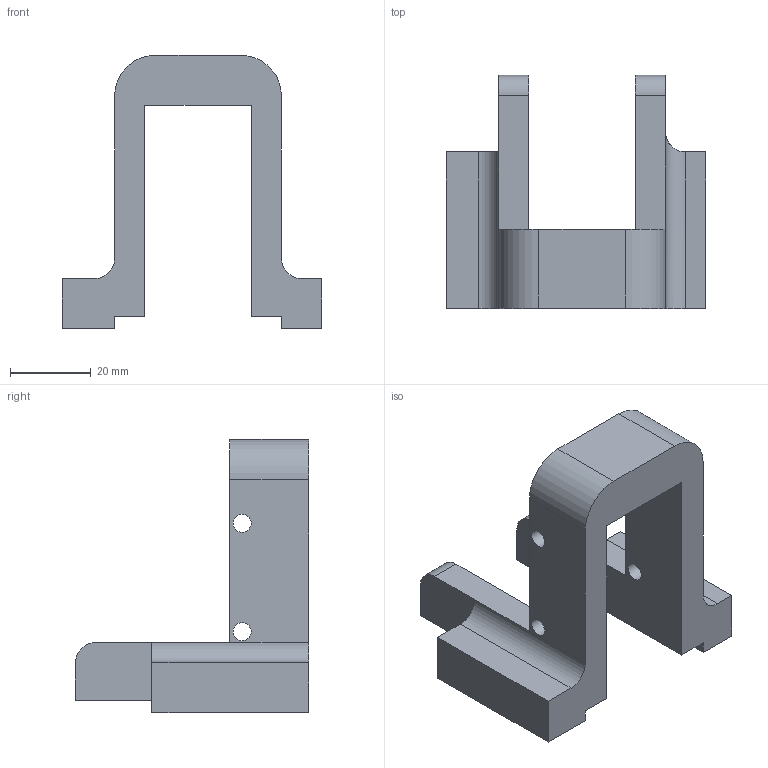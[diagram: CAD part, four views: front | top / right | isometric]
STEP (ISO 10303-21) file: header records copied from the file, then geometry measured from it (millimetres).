
FILE_DESCRIPTION(/* description */ ('STEP AP214'),/* implementation_level */ '2;1');
FILE_NAME(/* name */ 'Spout Faceplate Support Arms.step',/* time_stamp */ '2025-04-30T16:10:06-04:00',/* author */ (''),/* organization */ (''),/* preprocessor_version */ 'ST-DEVELOPER v20.1',/* originating_system */ 'Autodesk Translation Framework v14.4.0.0',/* authorisation */ '');
FILE_SCHEMA (('AUTOMOTIVE_DESIGN { 1 0 10303 214 3 1 1 }'));
Length unit declared in the file: metre
Products named in the file (1): Spout Faceplate Support Arms
Bounding box: 64.4 x 57.9 x 67.8 mm (x, y, z)
Volume: 40252.2 mm3; surface area: 16924.5 mm2
Topology: 1 solids, 1 shells, 91 faces, 235 edges, 154 vertices
Faces by surface type: plane 68, cylinder 23
Full cylindrical faces by diameter (mm): 4.5 x4, 4.763 x8, 6.4 x2
Entity records: 2824 total; most frequent: CARTESIAN_POINT 481, DIRECTION 474, ORIENTED_EDGE 470, EDGE_CURVE 235, LINE 180, VECTOR 180, VERTEX_POINT 154, AXIS2_PLACEMENT_3D 147
